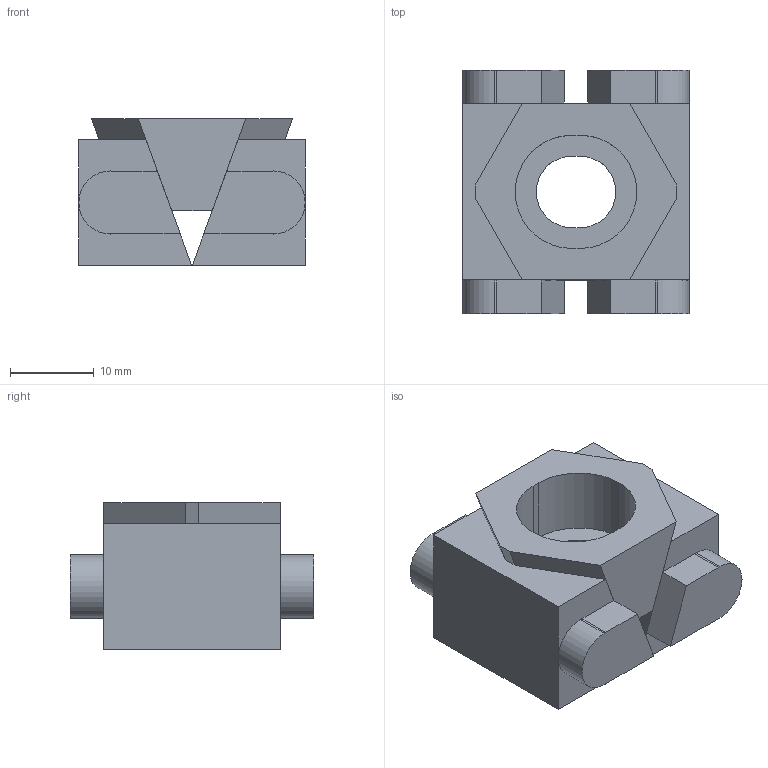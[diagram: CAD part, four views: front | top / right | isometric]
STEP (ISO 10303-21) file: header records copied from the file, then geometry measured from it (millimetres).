
FILE_DESCRIPTION (( 'STEP AP203' ), '1' );
FILE_NAME ('bk2-vt-s.STEP', '2021-10-25T01:27:47', ( '' ), ( '' ), 'SwSTEP 2.0', 'SolidWorks 2020', '' );
FILE_SCHEMA (( 'CONFIG_CONTROL_DESIGN' ));
Length unit declared in the file: millimetre
Products named in the file (4): bk2-vt-s_03; bk2-vt-s_02; bk2-vt-s_01; bk2-vt-s
Assembly tree (3 placements, depth 2):
  bk2-vt-s
    bk2-vt-s_01
    bk2-vt-s_02
    bk2-vt-s_03
Bounding box: 27 x 29 x 17.5 mm (x, y, z)
Volume: 8033.5 mm3; surface area: 4899.7 mm2
Topology: 3 solids, 3 shells, 69 faces, 174 edges, 112 vertices
Faces by surface type: plane 51, cylinder 18
Entity records: 2470 total; most frequent: DIRECTION 364, CARTESIAN_POINT 361, ORIENTED_EDGE 348, EDGE_CURVE 174, VECTOR 134, LINE 134, AXIS2_PLACEMENT_3D 115, VERTEX_POINT 112
